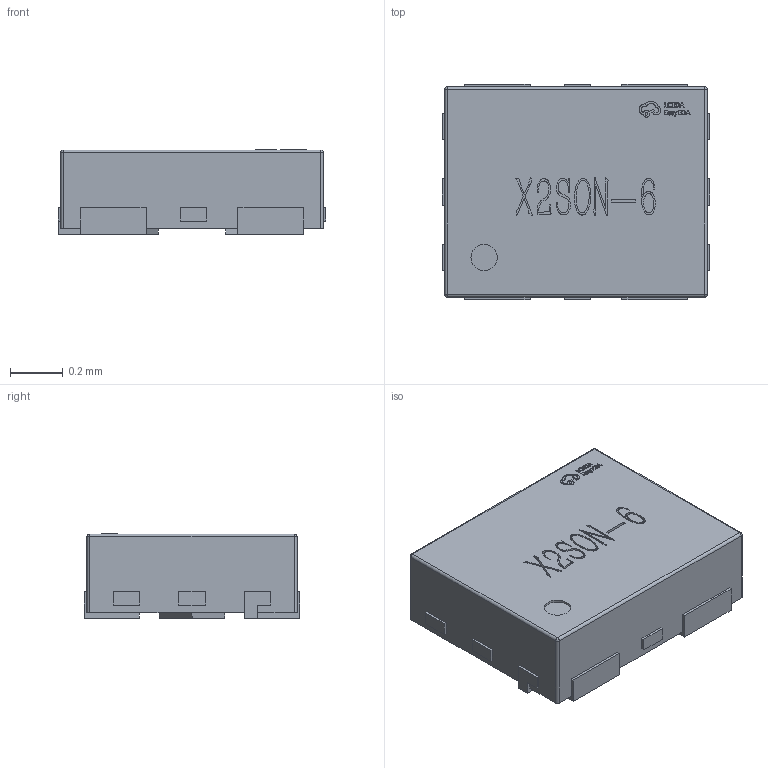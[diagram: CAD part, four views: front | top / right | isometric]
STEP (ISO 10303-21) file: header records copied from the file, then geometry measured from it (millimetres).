
FILE_DESCRIPTION (( 'STEP AP214' ), '1' );
FILE_NAME ('X2SON-6_L1.0-W0.8-H0.4-BL.step', '2022-07-26T09:40:48', ( '' ), ( '' ), 'SwSTEP 2.0', 'SolidWorks 2020', '' );
FILE_SCHEMA (( 'AUTOMOTIVE_DESIGN' ));
Length unit declared in the file: millimetre
Products named in the file (1): X2SON-6_L1.0-W0.8-H0.4-BL
Bounding box: 1.02 x 0.82 x 0.32 mm (x, y, z)
Volume: 0.2 mm3; surface area: 2.9 mm2
Topology: 14 solids, 14 shells, 574 faces, 1552 edges, 1028 vertices
Faces by surface type: plane 357, bspline 203, cylinder 10, sphere 4
Entity records: 29735 total; most frequent: CARTESIAN_POINT 10210, ORIENTED_EDGE 3096, DIRECTION 1902, EDGE_CURVE 1548, LINE 1118, VECTOR 1118, VERTEX_POINT 1028, EDGE_LOOP 612
